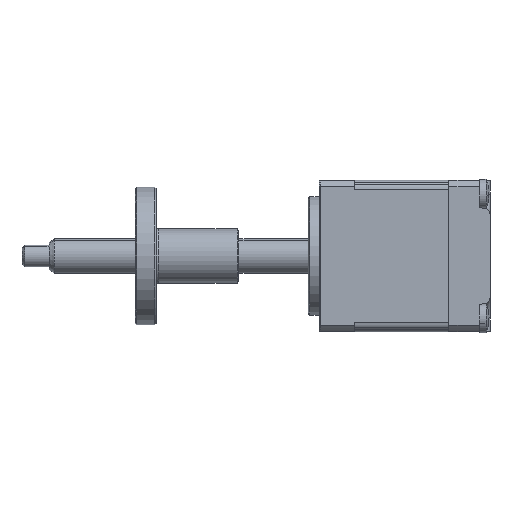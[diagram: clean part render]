
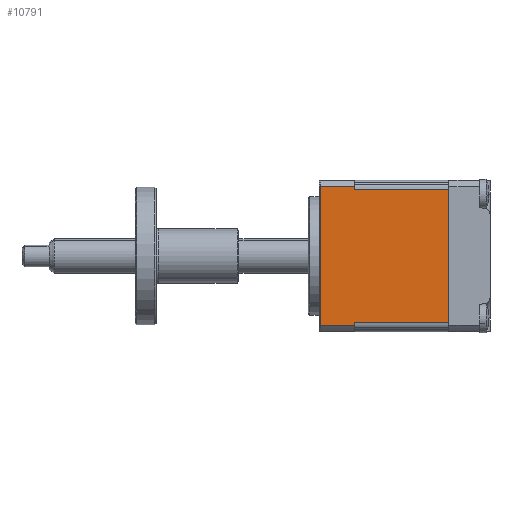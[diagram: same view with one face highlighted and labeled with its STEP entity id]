
A CAD part, left-side view. The second image highlights one B-rep face of the part: STEP entity #10791.
In plain terms, the highlighted planar face has unit normal (-1, 0, 0).
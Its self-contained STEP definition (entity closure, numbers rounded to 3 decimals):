
#306 = VECTOR ( 'NONE', #6950, 1000. ) ;
#441 = ORIENTED_EDGE ( 'NONE', *, *, #11541, .F. ) ;
#530 = ORIENTED_EDGE ( 'NONE', *, *, #3613, .F. ) ;
#684 = LINE ( 'NONE', #6392, #2997 ) ;
#825 = EDGE_CURVE ( 'NONE', #6270, #7518, #6417, .T. ) ;
#860 = CARTESIAN_POINT ( 'NONE',  ( -16.455, 7.776, 20.698 ) ) ;
#1078 = CARTESIAN_POINT ( 'NONE',  ( -16.455, -9.724, 21.353 ) ) ;
#1173 = VECTOR ( 'NONE', #3810, 1000. ) ;
#1186 = CARTESIAN_POINT ( 'NONE',  ( -16.455, 14.076, 46.502 ) ) ;
#1245 = ORIENTED_EDGE ( 'NONE', *, *, #8031, .T. ) ;
#1340 = CARTESIAN_POINT ( 'NONE',  ( -16.455, 6.676, 20.698 ) ) ;
#1629 = ORIENTED_EDGE ( 'NONE', *, *, #3545, .F. ) ;
#1985 = VERTEX_POINT ( 'NONE', #8066 ) ;
#2242 = VECTOR ( 'NONE', #4998, 1000. ) ;
#2293 = EDGE_CURVE ( 'NONE', #3005, #1985, #10106, .T. ) ;
#2514 = VECTOR ( 'NONE', #7582, 1000. ) ;
#2650 = LINE ( 'NONE', #5968, #306 ) ;
#2718 = CARTESIAN_POINT ( 'NONE',  ( -16.455, -9.724, 45.847 ) ) ;
#2748 = LINE ( 'NONE', #2718, #10386 ) ;
#2814 = CARTESIAN_POINT ( 'NONE',  ( -16.455, 7.776, 46.502 ) ) ;
#2941 = ORIENTED_EDGE ( 'NONE', *, *, #825, .T. ) ;
#2997 = VECTOR ( 'NONE', #3491, 1000. ) ;
#3005 = VERTEX_POINT ( 'NONE', #4196 ) ;
#3471 = EDGE_CURVE ( 'NONE', #10673, #9027, #7836, .T. ) ;
#3491 = DIRECTION ( 'NONE',  ( 0., 0., -1. ) ) ;
#3545 = EDGE_CURVE ( 'NONE', #11943, #7518, #7562, .T. ) ;
#3613 = EDGE_CURVE ( 'NONE', #7332, #3005, #8898, .T. ) ;
#3810 = DIRECTION ( 'NONE',  ( 0., 0., -1. ) ) ;
#3965 = DIRECTION ( 'NONE',  ( 0., 0., -1. ) ) ;
#4103 = VECTOR ( 'NONE', #11768, 1000. ) ;
#4196 = CARTESIAN_POINT ( 'NONE',  ( -16.455, -9.724, 21.353 ) ) ;
#4303 = EDGE_CURVE ( 'NONE', #10673, #6270, #2650, .T. ) ;
#4912 = DIRECTION ( 'NONE',  ( 0., 0., 1. ) ) ;
#4998 = DIRECTION ( 'NONE',  ( 0., 1., 0. ) ) ;
#5034 = CARTESIAN_POINT ( 'NONE',  ( -16.455, 7.776, 45.847 ) ) ;
#5121 = CARTESIAN_POINT ( 'NONE',  ( -16.455, -9.724, 45.847 ) ) ;
#5332 = AXIS2_PLACEMENT_3D ( 'NONE', #9675, #10681, #4912 ) ;
#5968 = CARTESIAN_POINT ( 'NONE',  ( -16.455, 6.676, 46.502 ) ) ;
#6270 = VERTEX_POINT ( 'NONE', #1186 ) ;
#6369 = EDGE_LOOP ( 'NONE', ( #1245, #6380, #8515, #2941, #1629, #441, #11265, #530 ) ) ;
#6380 = ORIENTED_EDGE ( 'NONE', *, *, #3471, .F. ) ;
#6392 = CARTESIAN_POINT ( 'NONE',  ( -16.455, 7.776, 20.698 ) ) ;
#6417 = LINE ( 'NONE', #10440, #1173 ) ;
#6950 = DIRECTION ( 'NONE',  ( 0., 1., 0. ) ) ;
#7332 = VERTEX_POINT ( 'NONE', #11204 ) ;
#7518 = VERTEX_POINT ( 'NONE', #10697 ) ;
#7562 = LINE ( 'NONE', #1340, #2242 ) ;
#7582 = DIRECTION ( 'NONE',  ( 0., 1., 0. ) ) ;
#7836 = LINE ( 'NONE', #8731, #10412 ) ;
#8031 = EDGE_CURVE ( 'NONE', #7332, #9027, #2748, .T. ) ;
#8066 = CARTESIAN_POINT ( 'NONE',  ( -16.455, 7.776, 21.353 ) ) ;
#8417 = DIRECTION ( 'NONE',  ( 0., 1., 0. ) ) ;
#8515 = ORIENTED_EDGE ( 'NONE', *, *, #4303, .T. ) ;
#8645 = FACE_OUTER_BOUND ( 'NONE', #6369, .T. ) ;
#8731 = CARTESIAN_POINT ( 'NONE',  ( -16.455, 7.776, 20.698 ) ) ;
#8733 = PLANE ( 'NONE',  #5332 ) ;
#8898 = LINE ( 'NONE', #5121, #4103 ) ;
#9027 = VERTEX_POINT ( 'NONE', #5034 ) ;
#9675 = CARTESIAN_POINT ( 'NONE',  ( -16.455, -9.724, 45.847 ) ) ;
#10106 = LINE ( 'NONE', #1078, #2514 ) ;
#10386 = VECTOR ( 'NONE', #8417, 1000. ) ;
#10412 = VECTOR ( 'NONE', #3965, 1000. ) ;
#10440 = CARTESIAN_POINT ( 'NONE',  ( -16.455, 14.076, 20.698 ) ) ;
#10673 = VERTEX_POINT ( 'NONE', #2814 ) ;
#10681 = DIRECTION ( 'NONE',  ( 1., 0., 0. ) ) ;
#10697 = CARTESIAN_POINT ( 'NONE',  ( -16.455, 14.076, 20.698 ) ) ;
#10791 = ADVANCED_FACE ( 'NONE', ( #8645 ), #8733, .F. ) ;
#11204 = CARTESIAN_POINT ( 'NONE',  ( -16.455, -9.724, 45.847 ) ) ;
#11265 = ORIENTED_EDGE ( 'NONE', *, *, #2293, .F. ) ;
#11541 = EDGE_CURVE ( 'NONE', #1985, #11943, #684, .T. ) ;
#11768 = DIRECTION ( 'NONE',  ( 0., 0., -1. ) ) ;
#11943 = VERTEX_POINT ( 'NONE', #860 ) ;
